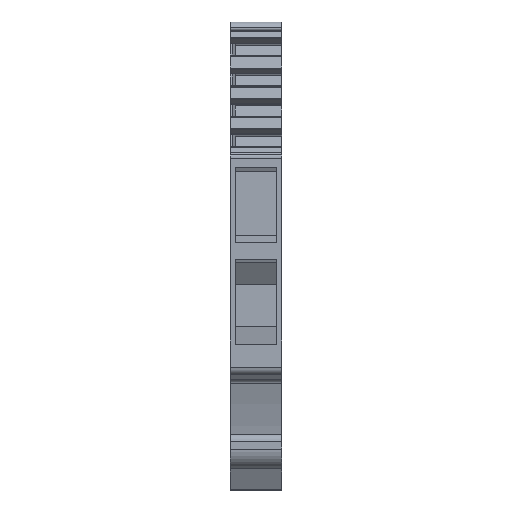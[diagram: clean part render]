
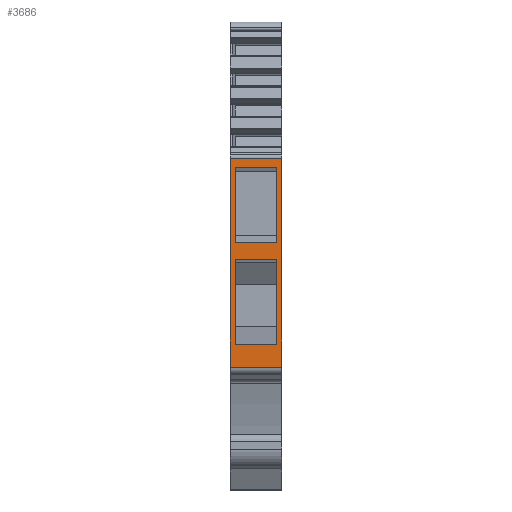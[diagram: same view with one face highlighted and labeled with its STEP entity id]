
A CAD part, front view. The second image highlights one B-rep face of the part: STEP entity #3686.
In plain terms, the highlighted planar face has unit normal (0, -1, 0).
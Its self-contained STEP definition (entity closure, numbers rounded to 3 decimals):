
#3591=AXIS2_PLACEMENT_3D('Plane Axis2P3D',#3588,#3589,#3590) ;
#3566=CARTESIAN_POINT('Vertex',(5.1,0.,12.15)) ;
#3569=CARTESIAN_POINT('Line Origine',(2.55,0.,12.15)) ;
#3573=CARTESIAN_POINT('Vertex',(0.,0.,12.15)) ;
#3588=CARTESIAN_POINT('Axis2P3D Location',(5.1,0.,12.9)) ;
#3593=CARTESIAN_POINT('Line Origine',(5.1,0.,22.45)) ;
#3597=CARTESIAN_POINT('Vertex',(5.1,0.,32.75)) ;
#3600=CARTESIAN_POINT('Line Origine',(2.55,0.,32.75)) ;
#3604=CARTESIAN_POINT('Vertex',(0.,0.,32.75)) ;
#3607=CARTESIAN_POINT('Line Origine',(0.,0.,22.45)) ;
#3618=CARTESIAN_POINT('Line Origine',(4.6,0.,18.561)) ;
#3622=CARTESIAN_POINT('Vertex',(4.6,0.,22.789)) ;
#3624=CARTESIAN_POINT('Vertex',(4.6,0.,14.333)) ;
#3627=CARTESIAN_POINT('Line Origine',(2.55,0.,14.333)) ;
#3631=CARTESIAN_POINT('Vertex',(0.5,0.,14.333)) ;
#3634=CARTESIAN_POINT('Line Origine',(0.5,0.,18.561)) ;
#3638=CARTESIAN_POINT('Vertex',(0.5,0.,22.789)) ;
#3641=CARTESIAN_POINT('Line Origine',(2.55,0.,22.789)) ;
#3652=CARTESIAN_POINT('Line Origine',(2.55,0.,31.846)) ;
#3656=CARTESIAN_POINT('Vertex',(4.6,0.,31.846)) ;
#3658=CARTESIAN_POINT('Vertex',(0.5,0.,31.846)) ;
#3661=CARTESIAN_POINT('Line Origine',(4.6,0.,28.172)) ;
#3665=CARTESIAN_POINT('Vertex',(4.6,0.,24.499)) ;
#3668=CARTESIAN_POINT('Line Origine',(2.55,0.,24.499)) ;
#3672=CARTESIAN_POINT('Vertex',(0.5,0.,24.499)) ;
#3675=CARTESIAN_POINT('Line Origine',(0.5,0.,28.172)) ;
#3570=DIRECTION('Vector Direction',(-1.,0.,0.)) ;
#3589=DIRECTION('Axis2P3D Direction',(0.,1.,0.)) ;
#3590=DIRECTION('Axis2P3D XDirection',(0.,0.,1.)) ;
#3594=DIRECTION('Vector Direction',(0.,0.,1.)) ;
#3601=DIRECTION('Vector Direction',(1.,0.,0.)) ;
#3608=DIRECTION('Vector Direction',(0.,0.,1.)) ;
#3619=DIRECTION('Vector Direction',(0.,0.,-1.)) ;
#3628=DIRECTION('Vector Direction',(1.,0.,0.)) ;
#3635=DIRECTION('Vector Direction',(0.,0.,-1.)) ;
#3642=DIRECTION('Vector Direction',(1.,0.,0.)) ;
#3653=DIRECTION('Vector Direction',(-1.,0.,0.)) ;
#3662=DIRECTION('Vector Direction',(0.,0.,-1.)) ;
#3669=DIRECTION('Vector Direction',(-1.,0.,0.)) ;
#3676=DIRECTION('Vector Direction',(0.,0.,-1.)) ;
#3571=VECTOR('Line Direction',#3570,1.) ;
#3595=VECTOR('Line Direction',#3594,1.) ;
#3602=VECTOR('Line Direction',#3601,1.) ;
#3609=VECTOR('Line Direction',#3608,1.) ;
#3620=VECTOR('Line Direction',#3619,1.) ;
#3629=VECTOR('Line Direction',#3628,1.) ;
#3636=VECTOR('Line Direction',#3635,1.) ;
#3643=VECTOR('Line Direction',#3642,1.) ;
#3654=VECTOR('Line Direction',#3653,1.) ;
#3663=VECTOR('Line Direction',#3662,1.) ;
#3670=VECTOR('Line Direction',#3669,1.) ;
#3677=VECTOR('Line Direction',#3676,1.) ;
#3613=ORIENTED_EDGE('',*,*,#3599,.T.) ;
#3614=ORIENTED_EDGE('',*,*,#3606,.F.) ;
#3615=ORIENTED_EDGE('',*,*,#3611,.F.) ;
#3616=ORIENTED_EDGE('',*,*,#3575,.T.) ;
#3647=ORIENTED_EDGE('',*,*,#3626,.T.) ;
#3648=ORIENTED_EDGE('',*,*,#3633,.F.) ;
#3649=ORIENTED_EDGE('',*,*,#3640,.F.) ;
#3650=ORIENTED_EDGE('',*,*,#3645,.T.) ;
#3681=ORIENTED_EDGE('',*,*,#3660,.F.) ;
#3682=ORIENTED_EDGE('',*,*,#3667,.T.) ;
#3683=ORIENTED_EDGE('',*,*,#3674,.T.) ;
#3684=ORIENTED_EDGE('',*,*,#3679,.F.) ;
#3651=FACE_BOUND('',#3646,.T.) ;
#3685=FACE_BOUND('',#3680,.T.) ;
#3686=ADVANCED_FACE('KLTR_WTR2_5_ZZ.1\\Koerper.2 ( *SOL1 - wsp *MASTER -  )',(#3617,#3651,#3685),#3592,.F.) ;
#3575=EDGE_CURVE('',#3574,#3567,#3572,.F.) ;
#3599=EDGE_CURVE('',#3567,#3598,#3596,.T.) ;
#3606=EDGE_CURVE('',#3605,#3598,#3603,.T.) ;
#3611=EDGE_CURVE('',#3574,#3605,#3610,.T.) ;
#3626=EDGE_CURVE('',#3623,#3625,#3621,.T.) ;
#3633=EDGE_CURVE('',#3632,#3625,#3630,.T.) ;
#3640=EDGE_CURVE('',#3639,#3632,#3637,.T.) ;
#3645=EDGE_CURVE('',#3639,#3623,#3644,.T.) ;
#3660=EDGE_CURVE('',#3657,#3659,#3655,.T.) ;
#3667=EDGE_CURVE('',#3657,#3666,#3664,.T.) ;
#3674=EDGE_CURVE('',#3666,#3673,#3671,.T.) ;
#3679=EDGE_CURVE('',#3659,#3673,#3678,.T.) ;
#3612=EDGE_LOOP('',(#3613,#3614,#3615,#3616)) ;
#3646=EDGE_LOOP('',(#3647,#3648,#3649,#3650)) ;
#3680=EDGE_LOOP('',(#3681,#3682,#3683,#3684)) ;
#3617=FACE_OUTER_BOUND('',#3612,.T.) ;
#3572=LINE('Line',#3569,#3571) ;
#3596=LINE('Line',#3593,#3595) ;
#3603=LINE('Line',#3600,#3602) ;
#3610=LINE('Line',#3607,#3609) ;
#3621=LINE('Line',#3618,#3620) ;
#3630=LINE('Line',#3627,#3629) ;
#3637=LINE('Line',#3634,#3636) ;
#3644=LINE('Line',#3641,#3643) ;
#3655=LINE('Line',#3652,#3654) ;
#3664=LINE('Line',#3661,#3663) ;
#3671=LINE('Line',#3668,#3670) ;
#3678=LINE('Line',#3675,#3677) ;
#3592=PLANE('',#3591) ;
#3567=VERTEX_POINT('',#3566) ;
#3574=VERTEX_POINT('',#3573) ;
#3598=VERTEX_POINT('',#3597) ;
#3605=VERTEX_POINT('',#3604) ;
#3623=VERTEX_POINT('',#3622) ;
#3625=VERTEX_POINT('',#3624) ;
#3632=VERTEX_POINT('',#3631) ;
#3639=VERTEX_POINT('',#3638) ;
#3657=VERTEX_POINT('',#3656) ;
#3659=VERTEX_POINT('',#3658) ;
#3666=VERTEX_POINT('',#3665) ;
#3673=VERTEX_POINT('',#3672) ;
